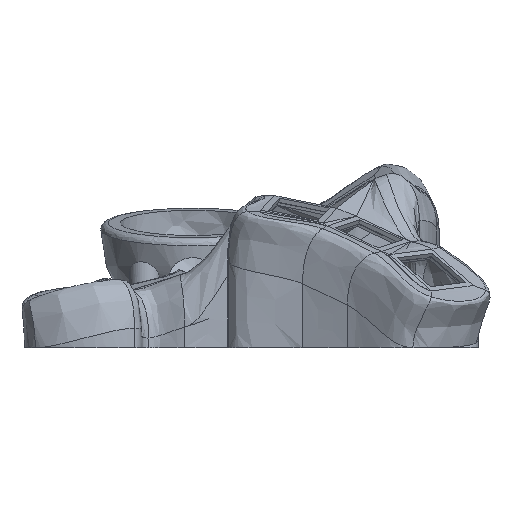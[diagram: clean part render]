
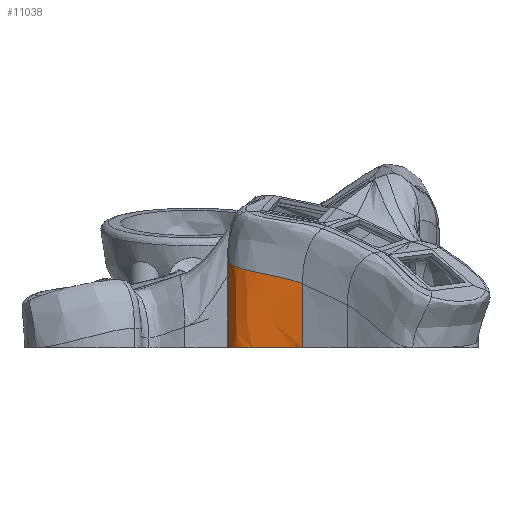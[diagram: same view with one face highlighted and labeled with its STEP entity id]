
A CAD part, front view. The second image highlights one B-rep face of the part: STEP entity #11038.
In plain terms, the highlighted free-form (B-spline) face has degree [3, 3] with [4, 4] control points.
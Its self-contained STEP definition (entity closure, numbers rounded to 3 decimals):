
#5239=CARTESIAN_POINT('',(29.51,-56.929,3.));
#5240=VERTEX_POINT('',#5239);
#5248=CARTESIAN_POINT('',(9.608,-50.218,3.));
#5249=VERTEX_POINT('',#5248);
#5250=CARTESIAN_POINT('',(29.51,-56.929,3.));
#5251=CARTESIAN_POINT('',(23.072,-54.39,3.));
#5252=CARTESIAN_POINT('',(12.496,-56.549,3.));
#5253=CARTESIAN_POINT('',(9.608,-50.218,3.));
#5254=B_SPLINE_CURVE_WITH_KNOTS('',3,(#5250,#5251,#5252,#5253),.UNSPECIFIED.,.F.,.F.,(4,4),(0.,1.),.UNSPECIFIED.);
#5255=EDGE_CURVE('',#5240,#5249,#5254,.T.);
#10118=CARTESIAN_POINT('',(9.608,-50.218,25.858));
#10119=VERTEX_POINT('',#10118);
#10536=CARTESIAN_POINT('',(29.51,-56.929,20.23));
#10537=VERTEX_POINT('',#10536);
#10538=CARTESIAN_POINT('',(29.51,-56.929,20.23));
#10539=CARTESIAN_POINT('',(23.24,-54.493,22.702));
#10540=CARTESIAN_POINT('',(12.374,-56.418,23.462));
#10541=CARTESIAN_POINT('',(9.608,-50.218,25.858));
#10542=B_SPLINE_CURVE_WITH_KNOTS('',3,(#10538,#10539,#10540,#10541),.UNSPECIFIED.,.F.,.F.,(4,4),(0.,1.),.UNSPECIFIED.);
#10543=EDGE_CURVE('',#10537,#10119,#10542,.T.);
#10612=CARTESIAN_POINT('',(9.608,-50.218,3.));
#10613=DIRECTION('',(0.,0.,1.));
#10614=VECTOR('',#10613,22.858);
#10615=LINE('',#10612,#10614);
#10616=EDGE_CURVE('',#5249,#10119,#10615,.T.);
#11010=CARTESIAN_POINT('',(29.51,-56.929,3.));
#11011=CARTESIAN_POINT('',(29.51,-56.929,8.743));
#11012=CARTESIAN_POINT('',(29.51,-56.929,14.487));
#11013=CARTESIAN_POINT('',(29.51,-56.929,20.23));
#11014=CARTESIAN_POINT('',(23.072,-54.39,3.));
#11015=CARTESIAN_POINT('',(23.072,-54.39,8.743));
#11016=CARTESIAN_POINT('',(23.24,-54.493,16.959));
#11017=CARTESIAN_POINT('',(23.24,-54.493,22.702));
#11018=CARTESIAN_POINT('',(12.496,-56.549,3.));
#11019=CARTESIAN_POINT('',(12.496,-56.549,10.619));
#11020=CARTESIAN_POINT('',(12.374,-56.418,15.843));
#11021=CARTESIAN_POINT('',(12.374,-56.418,23.462));
#11022=CARTESIAN_POINT('',(9.608,-50.218,3.));
#11023=CARTESIAN_POINT('',(9.608,-50.218,10.619));
#11024=CARTESIAN_POINT('',(9.608,-50.218,18.239));
#11025=CARTESIAN_POINT('',(9.608,-50.218,25.858));
#11026=B_SPLINE_SURFACE_WITH_KNOTS('',3,3,((#11010,#11011,#11012,#11013),(#11014,#11015,#11016,#11017),(#11018,#11019,#11020,#11021),(#11022,#11023,#11024,#11025)),.UNSPECIFIED.,.F.,.F.,.U.,(4,4),(4,4),(0.,1.),(0.,1.),.UNSPECIFIED.);
#11027=ORIENTED_EDGE('',*,*,#10543,.T.);
#11028=ORIENTED_EDGE('',*,*,#10616,.F.);
#11029=ORIENTED_EDGE('',*,*,#5255,.F.);
#11030=CARTESIAN_POINT('',(29.51,-56.929,3.));
#11031=DIRECTION('',(0.,0.,1.));
#11032=VECTOR('',#11031,17.23);
#11033=LINE('',#11030,#11032);
#11034=EDGE_CURVE('',#5240,#10537,#11033,.T.);
#11035=ORIENTED_EDGE('',*,*,#11034,.T.);
#11036=EDGE_LOOP('',(#11027,#11028,#11029,#11035));
#11037=FACE_BOUND('',#11036,.T.);
#11038=ADVANCED_FACE('',(#11037),#11026,.F.);
